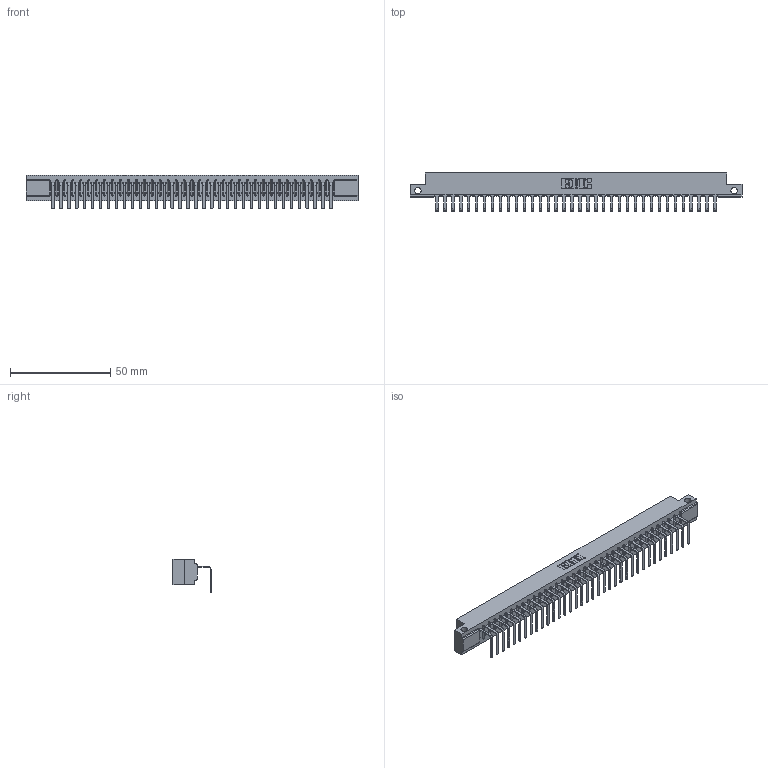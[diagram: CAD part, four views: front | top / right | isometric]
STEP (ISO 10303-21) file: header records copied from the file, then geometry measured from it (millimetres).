
FILE_DESCRIPTION (( 'STEP AP203' ), '1' );
FILE_NAME ('307-036-558-112.STEP', '2019-09-05T14:41:57', ( '' ), ( '' ), 'SwSTEP 2.0', 'SolidWorks 2016', '' );
FILE_SCHEMA (( 'CONFIG_CONTROL_DESIGN' ));
Length unit declared in the file: inch
Products named in the file (3): 307-290-001_558 - 2 (Single); 307 Part_.128 Dia Side Mounting Holes; 307-036-558-112
Assembly tree (37 placements, depth 2):
  307-036-558-112
    307 Part_.128 Dia Side Mounting Holes
    307-290-001_558 - 2 (Single)  x36
Bounding box: 165.66 x 18.96 x 16.8 mm (x, y, z)
Volume: 17184.3 mm3; surface area: 19149.6 mm2
Topology: 37 solids, 37 shells, 2315 faces, 6587 edges, 4242 vertices
Faces by surface type: plane 1474, cylinder 767, sphere 74
Entity records: 31708 total; most frequent: CARTESIAN_POINT 5340, ORIENTED_EDGE 5326, DIRECTION 5197, EDGE_CURVE 2663, VECTOR 2039, LINE 2039, VERTEX_POINT 1722, AXIS2_PLACEMENT_3D 1579
